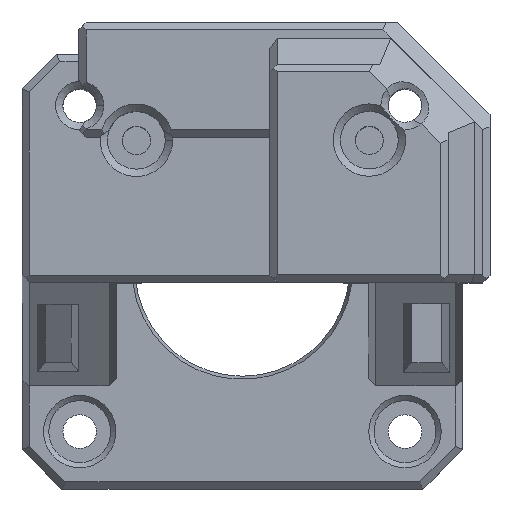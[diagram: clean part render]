
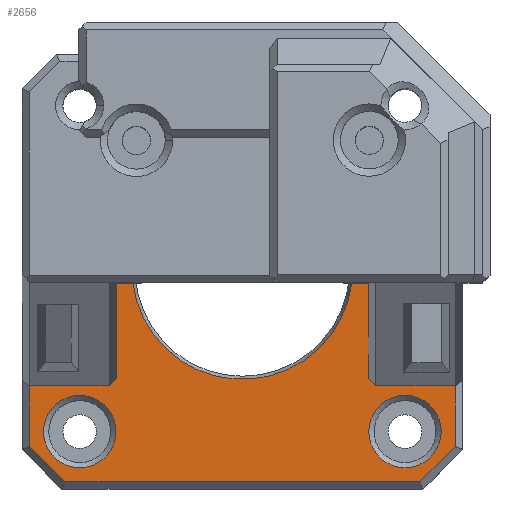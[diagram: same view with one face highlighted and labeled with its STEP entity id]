
A CAD part, top view. The second image highlights one B-rep face of the part: STEP entity #2656.
In plain terms, the highlighted planar face has unit normal (0, 0, 1).
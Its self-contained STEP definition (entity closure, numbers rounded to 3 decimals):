
#1091=CARTESIAN_POINT('',(266.24,821.019,5.5));
#1092=VERTEX_POINT('',#1091);
#1093=CARTESIAN_POINT('',(258.64,821.019,5.5));
#1094=VERTEX_POINT('',#1093);
#1095=CARTESIAN_POINT('',(266.24,821.019,5.5));
#1096=DIRECTION('',(-1.,0.,0.));
#1097=VECTOR('',#1096,7.6);
#1098=LINE('',#1095,#1097);
#1099=EDGE_CURVE('',#1092,#1094,#1098,.T.);
#1792=CARTESIAN_POINT('',(266.94,821.751,5.5));
#1793=VERTEX_POINT('',#1792);
#1800=CARTESIAN_POINT('',(266.94,830.81,5.5));
#1801=VERTEX_POINT('',#1800);
#1802=CARTESIAN_POINT('',(266.94,821.751,5.5));
#1803=DIRECTION('',(0.,1.,0.));
#1804=VECTOR('',#1803,9.06);
#1805=LINE('',#1802,#1804);
#1806=EDGE_CURVE('',#1793,#1801,#1805,.T.);
#2424=CARTESIAN_POINT('',(291.64,821.019,5.5));
#2425=VERTEX_POINT('',#2424);
#2426=CARTESIAN_POINT('',(299.24,821.019,5.5));
#2427=VERTEX_POINT('',#2426);
#2428=CARTESIAN_POINT('',(291.64,821.019,5.5));
#2429=DIRECTION('',(1.,0.,-0.));
#2430=VECTOR('',#2429,7.6);
#2431=LINE('',#2428,#2430);
#2432=EDGE_CURVE('',#2425,#2427,#2431,.T.);
#2471=CARTESIAN_POINT('',(290.94,830.81,5.5));
#2472=VERTEX_POINT('',#2471);
#2479=CARTESIAN_POINT('',(290.94,821.751,5.5));
#2480=VERTEX_POINT('',#2479);
#2481=CARTESIAN_POINT('',(290.94,821.751,5.5));
#2482=DIRECTION('',(0.,1.,0.));
#2483=VECTOR('',#2482,9.06);
#2484=LINE('',#2481,#2483);
#2485=EDGE_CURVE('',#2480,#2472,#2484,.T.);
#2550=CARTESIAN_POINT('',(386.54,719.86,5.5));
#2551=DIRECTION('',(0.,0.,1.));
#2552=DIRECTION('',(-1.,0.,0.));
#2553=AXIS2_PLACEMENT_3D('',#2550,#2551,#2552);
#2554=PLANE('',#2553);
#2555=CARTESIAN_POINT('',(297.89,816.66,5.5));
#2556=VERTEX_POINT('',#2555);
#2557=CARTESIAN_POINT('',(294.44,816.66,5.5));
#2558=DIRECTION('',(-0.,-0.,-1.));
#2559=DIRECTION('',(1.,0.,-0.));
#2560=AXIS2_PLACEMENT_3D('',#2557,#2558,#2559);
#2561=CIRCLE('',#2560,3.45);
#2562=EDGE_CURVE('',#2556,#2556,#2561,.T.);
#2563=ORIENTED_EDGE('',*,*,#2562,.T.);
#2564=EDGE_LOOP('',(#2563));
#2565=FACE_BOUND('',#2564,.T.);
#2566=CARTESIAN_POINT('',(266.89,816.66,5.5));
#2567=VERTEX_POINT('',#2566);
#2568=CARTESIAN_POINT('',(263.44,816.66,5.5));
#2569=DIRECTION('',(-0.,-0.,-1.));
#2570=DIRECTION('',(1.,0.,-0.));
#2571=AXIS2_PLACEMENT_3D('',#2568,#2569,#2570);
#2572=CIRCLE('',#2571,3.45);
#2573=EDGE_CURVE('',#2567,#2567,#2572,.T.);
#2574=ORIENTED_EDGE('',*,*,#2573,.T.);
#2575=EDGE_LOOP('',(#2574));
#2576=FACE_BOUND('',#2575,.T.);
#2577=CARTESIAN_POINT('',(289.367,830.808,5.5));
#2578=VERTEX_POINT('',#2577);
#2579=CARTESIAN_POINT('',(290.94,830.81,5.5));
#2580=DIRECTION('',(-1.,0.,0.));
#2581=VECTOR('',#2580,1.577);
#2582=LINE('',#2579,#2581);
#2583=EDGE_CURVE('',#2472,#2578,#2582,.T.);
#2584=ORIENTED_EDGE('',*,*,#2583,.T.);
#2585=CARTESIAN_POINT('',(268.513,830.808,5.5));
#2586=VERTEX_POINT('',#2585);
#2587=CARTESIAN_POINT('',(278.94,832.16,5.5));
#2588=DIRECTION('',(-0.,-0.,-1.));
#2589=DIRECTION('',(1.,0.,-0.));
#2590=AXIS2_PLACEMENT_3D('',#2587,#2588,#2589);
#2591=CIRCLE('',#2590,10.525);
#2592=EDGE_CURVE('',#2578,#2586,#2591,.T.);
#2593=ORIENTED_EDGE('',*,*,#2592,.T.);
#2594=CARTESIAN_POINT('',(266.94,830.81,5.5));
#2595=DIRECTION('',(1.,-0.,-0.));
#2596=VECTOR('',#2595,1.577);
#2597=LINE('',#2594,#2596);
#2598=EDGE_CURVE('',#1801,#2586,#2597,.T.);
#2599=ORIENTED_EDGE('',*,*,#2598,.F.);
#2600=ORIENTED_EDGE('',*,*,#1806,.F.);
#2601=CARTESIAN_POINT('',(266.94,821.751,5.5));
#2602=DIRECTION('',(-0.691,-0.722,0.));
#2603=VECTOR('',#2602,1.012);
#2604=LINE('',#2601,#2603);
#2605=EDGE_CURVE('',#1793,#1092,#2604,.T.);
#2606=ORIENTED_EDGE('',*,*,#2605,.T.);
#2607=ORIENTED_EDGE('',*,*,#1099,.T.);
#2608=CARTESIAN_POINT('',(258.64,815.25,5.5));
#2609=VERTEX_POINT('',#2608);
#2610=CARTESIAN_POINT('',(258.64,821.019,5.5));
#2611=DIRECTION('',(0.,-1.,0.));
#2612=VECTOR('',#2611,5.769);
#2613=LINE('',#2610,#2612);
#2614=EDGE_CURVE('',#1094,#2609,#2613,.T.);
#2615=ORIENTED_EDGE('',*,*,#2614,.T.);
#2616=CARTESIAN_POINT('',(262.03,811.86,5.5));
#2617=VERTEX_POINT('',#2616);
#2618=CARTESIAN_POINT('',(258.64,815.25,5.5));
#2619=DIRECTION('',(0.707,-0.707,0.));
#2620=VECTOR('',#2619,4.794);
#2621=LINE('',#2618,#2620);
#2622=EDGE_CURVE('',#2609,#2617,#2621,.T.);
#2623=ORIENTED_EDGE('',*,*,#2622,.T.);
#2624=CARTESIAN_POINT('',(295.85,811.86,5.5));
#2625=VERTEX_POINT('',#2624);
#2626=CARTESIAN_POINT('',(262.03,811.86,5.5));
#2627=DIRECTION('',(1.,0.,-0.));
#2628=VECTOR('',#2627,33.82);
#2629=LINE('',#2626,#2628);
#2630=EDGE_CURVE('',#2617,#2625,#2629,.T.);
#2631=ORIENTED_EDGE('',*,*,#2630,.T.);
#2632=CARTESIAN_POINT('',(299.24,815.25,5.5));
#2633=VERTEX_POINT('',#2632);
#2634=CARTESIAN_POINT('',(295.85,811.86,5.5));
#2635=DIRECTION('',(0.707,0.707,0.));
#2636=VECTOR('',#2635,4.794);
#2637=LINE('',#2634,#2636);
#2638=EDGE_CURVE('',#2625,#2633,#2637,.T.);
#2639=ORIENTED_EDGE('',*,*,#2638,.T.);
#2640=CARTESIAN_POINT('',(299.24,815.25,5.5));
#2641=DIRECTION('',(0.,1.,0.));
#2642=VECTOR('',#2641,5.769);
#2643=LINE('',#2640,#2642);
#2644=EDGE_CURVE('',#2633,#2427,#2643,.T.);
#2645=ORIENTED_EDGE('',*,*,#2644,.T.);
#2646=ORIENTED_EDGE('',*,*,#2432,.F.);
#2647=CARTESIAN_POINT('',(291.64,821.019,5.5));
#2648=DIRECTION('',(-0.691,0.722,-0.));
#2649=VECTOR('',#2648,1.012);
#2650=LINE('',#2647,#2649);
#2651=EDGE_CURVE('',#2425,#2480,#2650,.T.);
#2652=ORIENTED_EDGE('',*,*,#2651,.T.);
#2653=ORIENTED_EDGE('',*,*,#2485,.T.);
#2654=EDGE_LOOP('',(#2584,#2593,#2599,#2600,#2606,#2607,#2615,#2623,#2631,#2639,#2645,#2646,#2652,#2653));
#2655=FACE_BOUND('',#2654,.T.);
#2656=ADVANCED_FACE('',(#2565,#2576,#2655),#2554,.T.);
